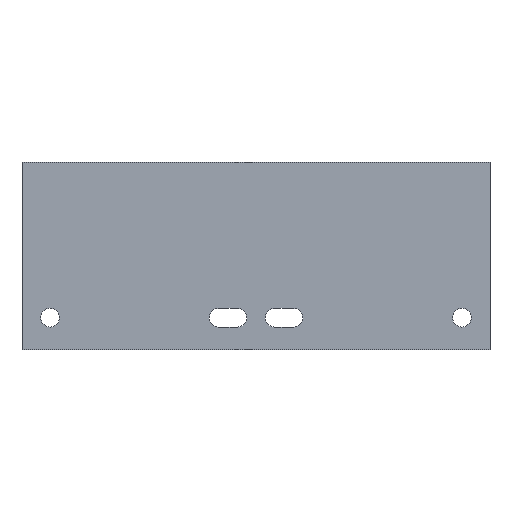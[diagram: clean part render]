
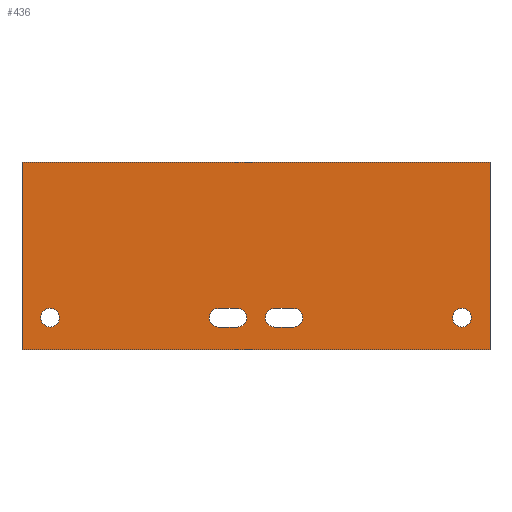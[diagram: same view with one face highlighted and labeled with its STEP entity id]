
A CAD part, front view. The second image highlights one B-rep face of the part: STEP entity #436.
In plain terms, the highlighted planar face has unit normal (0, -1, 0).
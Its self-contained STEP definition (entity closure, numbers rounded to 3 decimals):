
#4 = CARTESIAN_POINT ( 'NONE',  ( 125., 0., -88. ) ) ;
#13 = DIRECTION ( 'NONE',  ( 0., 1., 0. ) ) ;
#17 = FACE_BOUND ( 'NONE', #680, .T. ) ;
#34 = ORIENTED_EDGE ( 'NONE', *, *, #777, .T. ) ;
#46 = ORIENTED_EDGE ( 'NONE', *, *, #290, .T. ) ;
#51 = VERTEX_POINT ( 'NONE', #604 ) ;
#56 = CIRCLE ( 'NONE', #638, 5. ) ;
#57 = EDGE_LOOP ( 'NONE', ( #525, #94 ) ) ;
#58 = VECTOR ( 'NONE', #945, 1000. ) ;
#71 = DIRECTION ( 'NONE',  ( -1., 0., 0. ) ) ;
#77 = VERTEX_POINT ( 'NONE', #1079 ) ;
#81 = CARTESIAN_POINT ( 'NONE',  ( 125., 0., -83. ) ) ;
#90 = AXIS2_PLACEMENT_3D ( 'NONE', #387, #749, #277 ) ;
#91 = CIRCLE ( 'NONE', #633, 5. ) ;
#92 = CARTESIAN_POINT ( 'NONE',  ( -110., 0., 0. ) ) ;
#94 = ORIENTED_EDGE ( 'NONE', *, *, #504, .T. ) ;
#99 = DIRECTION ( 'NONE',  ( 0., 0., -1. ) ) ;
#122 = EDGE_CURVE ( 'NONE', #1226, #1165, #855, .T. ) ;
#126 = EDGE_LOOP ( 'NONE', ( #349, #1008, #46, #414 ) ) ;
#150 = CARTESIAN_POINT ( 'NONE',  ( 25., 0., -78. ) ) ;
#152 = EDGE_LOOP ( 'NONE', ( #681, #966, #336, #1183 ) ) ;
#179 = CARTESIAN_POINT ( 'NONE',  ( 35., 0., -83. ) ) ;
#182 = VERTEX_POINT ( 'NONE', #529 ) ;
#188 = EDGE_CURVE ( 'NONE', #922, #933, #284, .T. ) ;
#206 = CIRCLE ( 'NONE', #214, 5. ) ;
#209 = CIRCLE ( 'NONE', #924, 5. ) ;
#214 = AXIS2_PLACEMENT_3D ( 'NONE', #403, #865, #971 ) ;
#223 = DIRECTION ( 'NONE',  ( 1., 0., 0. ) ) ;
#224 = VERTEX_POINT ( 'NONE', #920 ) ;
#247 = FACE_OUTER_BOUND ( 'NONE', #152, .T. ) ;
#252 = VECTOR ( 'NONE', #324, 1000. ) ;
#276 = AXIS2_PLACEMENT_3D ( 'NONE', #179, #556, #461 ) ;
#277 = DIRECTION ( 'NONE',  ( 0., 0., -1. ) ) ;
#284 = LINE ( 'NONE', #804, #252 ) ;
#290 = EDGE_CURVE ( 'NONE', #780, #182, #412, .T. ) ;
#291 = CARTESIAN_POINT ( 'NONE',  ( -95., 0., -83. ) ) ;
#308 = CARTESIAN_POINT ( 'NONE',  ( 140., 0., 0. ) ) ;
#324 = DIRECTION ( 'NONE',  ( -1., 0., 0. ) ) ;
#336 = ORIENTED_EDGE ( 'NONE', *, *, #122, .T. ) ;
#349 = ORIENTED_EDGE ( 'NONE', *, *, #647, .T. ) ;
#358 = CARTESIAN_POINT ( 'NONE',  ( -5., 0., -78. ) ) ;
#363 = DIRECTION ( 'NONE',  ( 1., 0., 0. ) ) ;
#367 = VECTOR ( 'NONE', #879, 1000. ) ;
#377 = CARTESIAN_POINT ( 'NONE',  ( 0., 0., 0. ) ) ;
#381 = DIRECTION ( 'NONE',  ( 0., 0., -1. ) ) ;
#387 = CARTESIAN_POINT ( 'NONE',  ( 5., 0., -83. ) ) ;
#395 = ORIENTED_EDGE ( 'NONE', *, *, #417, .T. ) ;
#403 = CARTESIAN_POINT ( 'NONE',  ( 25., 0., -83. ) ) ;
#404 = EDGE_CURVE ( 'NONE', #1115, #1226, #918, .T. ) ;
#406 = EDGE_CURVE ( 'NONE', #182, #77, #899, .T. ) ;
#412 = LINE ( 'NONE', #358, #718 ) ;
#414 = ORIENTED_EDGE ( 'NONE', *, *, #406, .T. ) ;
#417 = EDGE_CURVE ( 'NONE', #982, #729, #1028, .T. ) ;
#419 = CARTESIAN_POINT ( 'NONE',  ( 25., 0., -78. ) ) ;
#436 = ADVANCED_FACE ( 'NONE', ( #247, #1085, #17, #995, #1074 ), #958, .T. ) ;
#445 = VERTEX_POINT ( 'NONE', #650 ) ;
#448 = DIRECTION ( 'NONE',  ( 0., 1., 0. ) ) ;
#461 = DIRECTION ( 'NONE',  ( 0., 0., -1. ) ) ;
#469 = CARTESIAN_POINT ( 'NONE',  ( -5., 0., -88. ) ) ;
#470 = CIRCLE ( 'NONE', #694, 5. ) ;
#482 = CARTESIAN_POINT ( 'NONE',  ( -5., 0., -88. ) ) ;
#485 = CARTESIAN_POINT ( 'NONE',  ( 0., 0., 0. ) ) ;
#504 = EDGE_CURVE ( 'NONE', #1014, #224, #91, .T. ) ;
#508 = EDGE_CURVE ( 'NONE', #224, #1014, #209, .T. ) ;
#523 = LINE ( 'NONE', #150, #585 ) ;
#525 = ORIENTED_EDGE ( 'NONE', *, *, #508, .T. ) ;
#529 = CARTESIAN_POINT ( 'NONE',  ( 5., 0., -78. ) ) ;
#540 = ORIENTED_EDGE ( 'NONE', *, *, #1190, .T. ) ;
#543 = CARTESIAN_POINT ( 'NONE',  ( -5., 0., -83. ) ) ;
#556 = DIRECTION ( 'NONE',  ( 0., 1., 0. ) ) ;
#565 = EDGE_CURVE ( 'NONE', #445, #922, #745, .T. ) ;
#569 = DIRECTION ( 'NONE',  ( 0., 1., 0. ) ) ;
#573 = VECTOR ( 'NONE', #71, 1000. ) ;
#580 = CARTESIAN_POINT ( 'NONE',  ( 125., 0., -83. ) ) ;
#585 = VECTOR ( 'NONE', #223, 1000. ) ;
#604 = CARTESIAN_POINT ( 'NONE',  ( 140., 0., 0. ) ) ;
#605 = EDGE_CURVE ( 'NONE', #51, #1115, #1025, .T. ) ;
#622 = VECTOR ( 'NONE', #942, 1000. ) ;
#628 = VERTEX_POINT ( 'NONE', #482 ) ;
#633 = AXIS2_PLACEMENT_3D ( 'NONE', #671, #769, #864 ) ;
#638 = AXIS2_PLACEMENT_3D ( 'NONE', #543, #448, #923 ) ;
#647 = EDGE_CURVE ( 'NONE', #77, #628, #981, .T. ) ;
#649 = DIRECTION ( 'NONE',  ( 0., 1., 0. ) ) ;
#650 = CARTESIAN_POINT ( 'NONE',  ( 35., 0., -78. ) ) ;
#668 = DIRECTION ( 'NONE',  ( 0., -1., 0. ) ) ;
#671 = CARTESIAN_POINT ( 'NONE',  ( -95., 0., -83. ) ) ;
#680 = EDGE_LOOP ( 'NONE', ( #395, #540 ) ) ;
#681 = ORIENTED_EDGE ( 'NONE', *, *, #605, .T. ) ;
#694 = AXIS2_PLACEMENT_3D ( 'NONE', #580, #649, #381 ) ;
#706 = EDGE_LOOP ( 'NONE', ( #999, #34, #921, #951 ) ) ;
#717 = CARTESIAN_POINT ( 'NONE',  ( 25., 0., -88. ) ) ;
#718 = VECTOR ( 'NONE', #363, 1000. ) ;
#722 = CARTESIAN_POINT ( 'NONE',  ( 125., 0., -78. ) ) ;
#729 = VERTEX_POINT ( 'NONE', #4 ) ;
#745 = CIRCLE ( 'NONE', #276, 5. ) ;
#749 = DIRECTION ( 'NONE',  ( 0., 1., 0. ) ) ;
#751 = CARTESIAN_POINT ( 'NONE',  ( -110., 0., -100. ) ) ;
#769 = DIRECTION ( 'NONE',  ( 0., 1., 0. ) ) ;
#775 = AXIS2_PLACEMENT_3D ( 'NONE', #81, #569, #1135 ) ;
#777 = EDGE_CURVE ( 'NONE', #933, #854, #206, .T. ) ;
#780 = VERTEX_POINT ( 'NONE', #1072 ) ;
#804 = CARTESIAN_POINT ( 'NONE',  ( 25., 0., -88. ) ) ;
#854 = VERTEX_POINT ( 'NONE', #419 ) ;
#855 = LINE ( 'NONE', #1096, #367 ) ;
#860 = AXIS2_PLACEMENT_3D ( 'NONE', #485, #668, #99 ) ;
#864 = DIRECTION ( 'NONE',  ( 0., 0., -1. ) ) ;
#865 = DIRECTION ( 'NONE',  ( 0., 1., 0. ) ) ;
#868 = VECTOR ( 'NONE', #1097, 1000. ) ;
#869 = DIRECTION ( 'NONE',  ( 0., 0., -1. ) ) ;
#879 = DIRECTION ( 'NONE',  ( 1., 0., 0. ) ) ;
#893 = EDGE_CURVE ( 'NONE', #1165, #51, #1082, .T. ) ;
#899 = CIRCLE ( 'NONE', #90, 5. ) ;
#918 = LINE ( 'NONE', #92, #622 ) ;
#920 = CARTESIAN_POINT ( 'NONE',  ( -95., 0., -78. ) ) ;
#921 = ORIENTED_EDGE ( 'NONE', *, *, #1004, .T. ) ;
#922 = VERTEX_POINT ( 'NONE', #1193 ) ;
#923 = DIRECTION ( 'NONE',  ( 0., 0., -1. ) ) ;
#924 = AXIS2_PLACEMENT_3D ( 'NONE', #291, #13, #869 ) ;
#933 = VERTEX_POINT ( 'NONE', #717 ) ;
#942 = DIRECTION ( 'NONE',  ( 0., 0., -1. ) ) ;
#945 = DIRECTION ( 'NONE',  ( -1., 0., 0. ) ) ;
#951 = ORIENTED_EDGE ( 'NONE', *, *, #565, .T. ) ;
#958 = PLANE ( 'NONE',  #860 ) ;
#966 = ORIENTED_EDGE ( 'NONE', *, *, #404, .T. ) ;
#971 = DIRECTION ( 'NONE',  ( 0., 0., -1. ) ) ;
#981 = LINE ( 'NONE', #469, #58 ) ;
#982 = VERTEX_POINT ( 'NONE', #722 ) ;
#995 = FACE_BOUND ( 'NONE', #126, .T. ) ;
#999 = ORIENTED_EDGE ( 'NONE', *, *, #188, .T. ) ;
#1004 = EDGE_CURVE ( 'NONE', #854, #445, #523, .T. ) ;
#1008 = ORIENTED_EDGE ( 'NONE', *, *, #1143, .T. ) ;
#1012 = CARTESIAN_POINT ( 'NONE',  ( -95., 0., -88. ) ) ;
#1014 = VERTEX_POINT ( 'NONE', #1012 ) ;
#1025 = LINE ( 'NONE', #377, #573 ) ;
#1028 = CIRCLE ( 'NONE', #775, 5. ) ;
#1072 = CARTESIAN_POINT ( 'NONE',  ( -5., 0., -78. ) ) ;
#1074 = FACE_BOUND ( 'NONE', #706, .T. ) ;
#1079 = CARTESIAN_POINT ( 'NONE',  ( 5., 0., -88. ) ) ;
#1082 = LINE ( 'NONE', #308, #868 ) ;
#1085 = FACE_BOUND ( 'NONE', #57, .T. ) ;
#1096 = CARTESIAN_POINT ( 'NONE',  ( 0., 0., -100. ) ) ;
#1097 = DIRECTION ( 'NONE',  ( 0., 0., 1. ) ) ;
#1115 = VERTEX_POINT ( 'NONE', #1210 ) ;
#1135 = DIRECTION ( 'NONE',  ( 0., 0., -1. ) ) ;
#1143 = EDGE_CURVE ( 'NONE', #628, #780, #56, .T. ) ;
#1146 = CARTESIAN_POINT ( 'NONE',  ( 140., 0., -100. ) ) ;
#1165 = VERTEX_POINT ( 'NONE', #1146 ) ;
#1183 = ORIENTED_EDGE ( 'NONE', *, *, #893, .T. ) ;
#1190 = EDGE_CURVE ( 'NONE', #729, #982, #470, .T. ) ;
#1193 = CARTESIAN_POINT ( 'NONE',  ( 35., 0., -88. ) ) ;
#1210 = CARTESIAN_POINT ( 'NONE',  ( -110., 0., 0. ) ) ;
#1226 = VERTEX_POINT ( 'NONE', #751 ) ;
